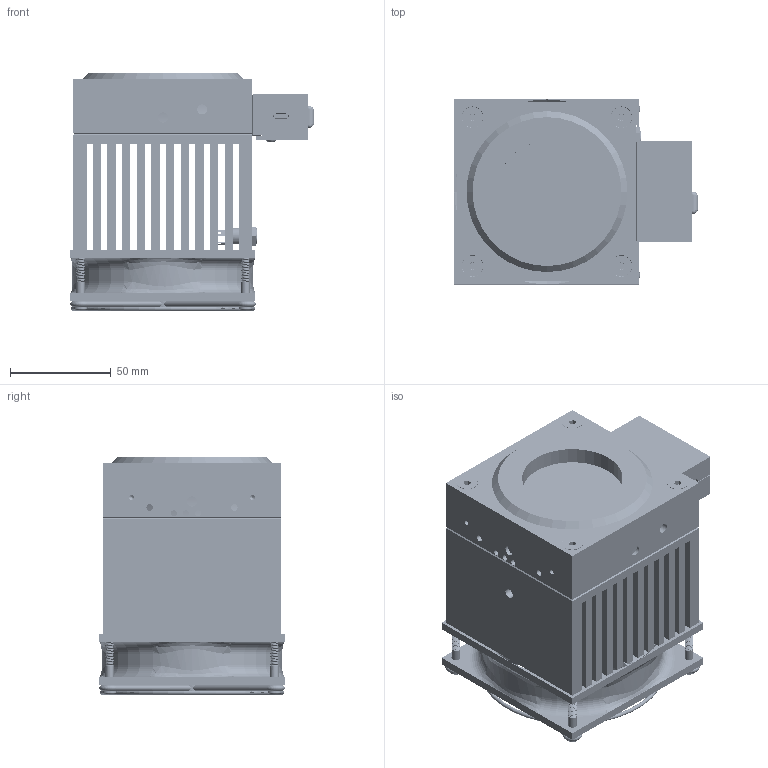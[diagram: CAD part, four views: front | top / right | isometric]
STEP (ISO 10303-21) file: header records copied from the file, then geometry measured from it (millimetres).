
FILE_DESCRIPTION (( 'STEP AP214' ), '1' );
FILE_NAME ('SK-9685 UP55N-50F-W9-BLU.STEP', '2018-01-04T17:00:24', ( '' ), ( '' ), 'SwSTEP 2.0', 'SolidWorks 2016', '' );
FILE_SCHEMA (( 'AUTOMOTIVE_DESIGN' ));
Length unit declared in the file: millimetre
Products named in the file (1): SK-9685 UP55N-50F-W9-BLU
Bounding box: 121.26 x 92.38 x 118.09 mm (x, y, z)
Volume: 602462.4 mm3; surface area: 248483.9 mm2
Topology: 18 solids, 21 shells, 2534 faces, 7029 edges, 4578 vertices
Faces by surface type: cylinder 1327, plane 619, bspline 325, cone 205, torus 54, sphere 4
Entity records: 146077 total; most frequent: CARTESIAN_POINT 61316, ORIENTED_EDGE 14006, DIRECTION 9329, EDGE_CURVE 7003, VERTEX_POINT 4578, AXIS2_PLACEMENT_3D 3111, LINE 3107, VECTOR 3107
